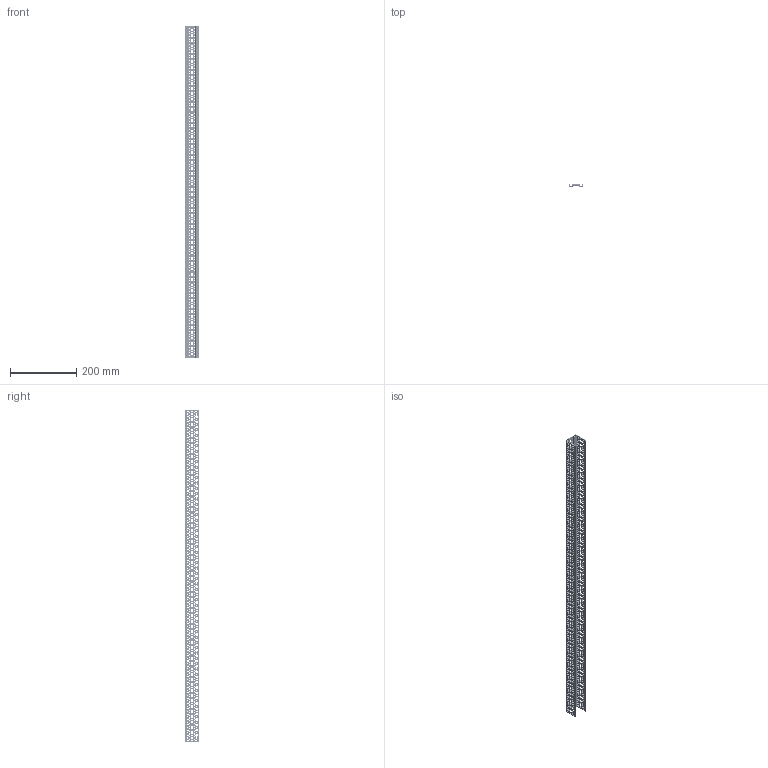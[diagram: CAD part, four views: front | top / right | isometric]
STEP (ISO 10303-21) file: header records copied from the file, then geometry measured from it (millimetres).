
FILE_DESCRIPTION (( 'STEP AP203' ), '1' );
FILE_NAME ('REV-41-1740.STEP', '2019-07-11T18:50:54', ( '' ), ( '' ), 'SwSTEP 2.0', 'SolidWorks 2018', '' );
FILE_SCHEMA (( 'CONFIG_CONTROL_DESIGN' ));
Length unit declared in the file: millimetre
Products named in the file (1): REV-41-1740
Bounding box: 45 x 45 x 1000 mm (x, y, z)
Volume: 257259.6 mm3; surface area: 298357.5 mm2
Topology: 1 solids, 1 shells, 6154 faces, 18456 edges, 12304 vertices
Faces by surface type: cylinder 4008, plane 2146
Entity records: 217609 total; most frequent: DIRECTION 38782, CARTESIAN_POINT 36915, ORIENTED_EDGE 36912, EDGE_CURVE 18456, AXIS2_PLACEMENT_3D 14171, VERTEX_POINT 12304, VECTOR 10440, LINE 10440
